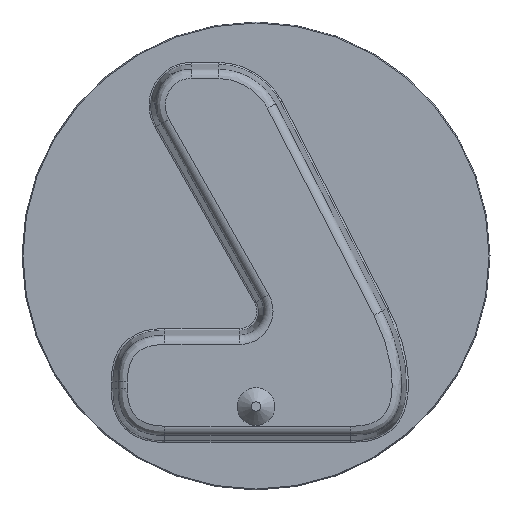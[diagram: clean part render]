
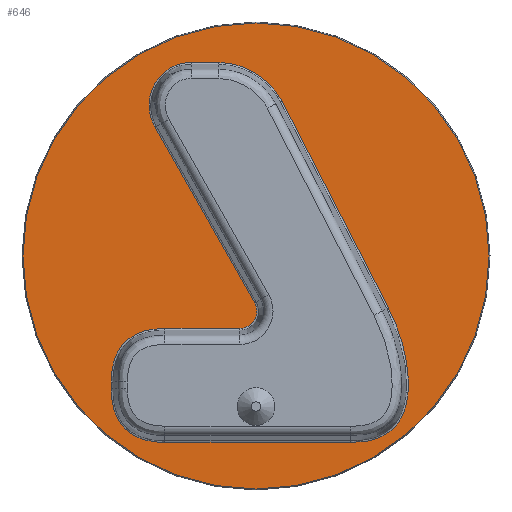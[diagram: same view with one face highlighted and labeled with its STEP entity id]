
A CAD part, top view. The second image highlights one B-rep face of the part: STEP entity #646.
In plain terms, the highlighted planar face has unit normal (0, 0, 1).
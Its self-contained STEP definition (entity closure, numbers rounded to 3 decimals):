
#16=FACE_BOUND('',#146,.T.);
#26=PLANE('',#719);
#45=B_SPLINE_CURVE_WITH_KNOTS('',3,(#1450,#1451,#1452,#1453,#1454,#1455,
#1456),.UNSPECIFIED.,.F.,.F.,(4,1,1,1,4),(-0.919,-0.656,
-0.394,-0.262,0.),.UNSPECIFIED.);
#47=B_SPLINE_CURVE_WITH_KNOTS('',3,(#1508,#1509,#1510,#1511,#1512,#1513,
#1514),.UNSPECIFIED.,.F.,.F.,(4,1,1,1,4),(-0.919,-0.656,
-0.394,-0.262,0.),.UNSPECIFIED.);
#48=B_SPLINE_CURVE_WITH_KNOTS('',3,(#1569,#1570,#1571,#1572,#1573,#1574,
#1575,#1576),.UNSPECIFIED.,.F.,.F.,(4,1,1,1,1,4),(-0.957,-0.82,
-0.547,-0.273,-0.137,0.),
 .UNSPECIFIED.);
#49=B_SPLINE_CURVE_WITH_KNOTS('',3,(#1604,#1605,#1606,#1607),
 .UNSPECIFIED.,.F.,.F.,(4,4),(-0.82,0.),.UNSPECIFIED.);
#51=B_SPLINE_CURVE_WITH_KNOTS('',3,(#1671,#1672,#1673,#1674,#1675,#1676,
#1677,#1678,#1679,#1680),.UNSPECIFIED.,.F.,.F.,(4,1,1,1,1,1,1,4),(-1.845,
-1.582,-1.318,-1.186,-1.054,
-0.791,-0.527,0.),
 .UNSPECIFIED.);
#101=FACE_OUTER_BOUND('',#145,.T.);
#145=EDGE_LOOP('',(#556));
#146=EDGE_LOOP('',(#557,#558,#559,#560,#561,#562,#563,#564,#565,#566,#567,
#568));
#178=LINE('',#1469,#217);
#180=LINE('',#1518,#219);
#181=LINE('',#1526,#220);
#182=LINE('',#1580,#221);
#183=LINE('',#1616,#222);
#185=LINE('',#1692,#224);
#217=VECTOR('',#820,10.);
#219=VECTOR('',#828,10.);
#220=VECTOR('',#839,10.);
#221=VECTOR('',#846,10.);
#222=VECTOR('',#853,10.);
#224=VECTOR('',#859,10.);
#256=CIRCLE('',#707,1.832);
#263=CIRCLE('',#720,24.75);
#301=VERTEX_POINT('',#1447);
#302=VERTEX_POINT('',#1449);
#304=VERTEX_POINT('',#1467);
#305=VERTEX_POINT('',#1506);
#306=VERTEX_POINT('',#1516);
#307=VERTEX_POINT('',#1520);
#308=VERTEX_POINT('',#1524);
#309=VERTEX_POINT('',#1567);
#310=VERTEX_POINT('',#1578);
#312=VERTEX_POINT('',#1602);
#314=VERTEX_POINT('',#1614);
#316=VERTEX_POINT('',#1669);
#317=VERTEX_POINT('',#1722);
#373=EDGE_CURVE('',#301,#302,#45,.T.);
#377=EDGE_CURVE('',#304,#301,#178,.T.);
#380=EDGE_CURVE('',#305,#304,#47,.T.);
#382=EDGE_CURVE('',#306,#305,#180,.T.);
#384=EDGE_CURVE('',#307,#306,#256,.T.);
#386=EDGE_CURVE('',#308,#307,#181,.T.);
#388=EDGE_CURVE('',#309,#308,#48,.T.);
#390=EDGE_CURVE('',#310,#309,#182,.T.);
#392=EDGE_CURVE('',#312,#310,#49,.T.);
#395=EDGE_CURVE('',#314,#312,#183,.T.);
#398=EDGE_CURVE('',#316,#314,#51,.T.);
#400=EDGE_CURVE('',#302,#316,#185,.T.);
#404=EDGE_CURVE('',#317,#317,#263,.T.);
#556=ORIENTED_EDGE('',*,*,#404,.F.);
#557=ORIENTED_EDGE('',*,*,#373,.F.);
#558=ORIENTED_EDGE('',*,*,#377,.F.);
#559=ORIENTED_EDGE('',*,*,#380,.F.);
#560=ORIENTED_EDGE('',*,*,#382,.F.);
#561=ORIENTED_EDGE('',*,*,#384,.F.);
#562=ORIENTED_EDGE('',*,*,#386,.F.);
#563=ORIENTED_EDGE('',*,*,#388,.F.);
#564=ORIENTED_EDGE('',*,*,#390,.F.);
#565=ORIENTED_EDGE('',*,*,#392,.F.);
#566=ORIENTED_EDGE('',*,*,#395,.F.);
#567=ORIENTED_EDGE('',*,*,#398,.F.);
#568=ORIENTED_EDGE('',*,*,#400,.F.);
#646=ADVANCED_FACE('',(#101,#16),#26,.T.);
#707=AXIS2_PLACEMENT_3D('',#1522,#833,#834);
#719=AXIS2_PLACEMENT_3D('',#1721,#865,#866);
#720=AXIS2_PLACEMENT_3D('',#1723,#867,#868);
#820=DIRECTION('',(0.,-1.,0.));
#828=DIRECTION('',(-1.,0.,0.));
#833=DIRECTION('center_axis',(0.,0.,-1.));
#834=DIRECTION('ref_axis',(0.864,-0.503,0.));
#839=DIRECTION('',(0.494,-0.87,0.));
#846=DIRECTION('',(-1.,0.,0.));
#853=DIRECTION('',(-0.458,0.889,0.));
#859=DIRECTION('',(1.,0.,0.));
#865=DIRECTION('center_axis',(0.,0.,1.));
#866=DIRECTION('ref_axis',(1.,0.,0.));
#867=DIRECTION('center_axis',(0.,0.,-1.));
#868=DIRECTION('ref_axis',(-1.,0.,0.));
#1447=CARTESIAN_POINT('',(-15.376,-14.102,0.));
#1449=CARTESIAN_POINT('',(-9.683,-19.794,0.));
#1450=CARTESIAN_POINT('Ctrl Pts',(-15.376,-14.102,0.));
#1451=CARTESIAN_POINT('Ctrl Pts',(-15.376,-14.977,0.));
#1452=CARTESIAN_POINT('Ctrl Pts',(-15.174,-16.754,0.));
#1453=CARTESIAN_POINT('Ctrl Pts',(-13.855,-18.611,0.));
#1454=CARTESIAN_POINT('Ctrl Pts',(-11.881,-19.628,0.));
#1455=CARTESIAN_POINT('Ctrl Pts',(-10.558,-19.794,0.));
#1456=CARTESIAN_POINT('Ctrl Pts',(-9.683,-19.794,0.));
#1467=CARTESIAN_POINT('',(-15.376,-13.383,0.));
#1469=CARTESIAN_POINT('',(-15.376,-6.692,0.));
#1506=CARTESIAN_POINT('',(-9.683,-7.691,0.));
#1508=CARTESIAN_POINT('Ctrl Pts',(-9.683,-7.691,0.));
#1509=CARTESIAN_POINT('Ctrl Pts',(-10.558,-7.691,0.));
#1510=CARTESIAN_POINT('Ctrl Pts',(-12.335,-7.893,0.));
#1511=CARTESIAN_POINT('Ctrl Pts',(-14.192,-9.212,0.));
#1512=CARTESIAN_POINT('Ctrl Pts',(-15.209,-11.185,0.));
#1513=CARTESIAN_POINT('Ctrl Pts',(-15.376,-12.508,0.));
#1514=CARTESIAN_POINT('Ctrl Pts',(-15.376,-13.383,0.));
#1516=CARTESIAN_POINT('',(-1.737,-7.691,0.));
#1518=CARTESIAN_POINT('',(-0.869,-7.691,0.));
#1520=CARTESIAN_POINT('',(-0.144,-4.954,0.));
#1522=CARTESIAN_POINT('Origin',(-1.737,-5.859,0.));
#1524=CARTESIAN_POINT('',(-10.713,13.661,0.));
#1526=CARTESIAN_POINT('',(-6.474,6.196,0.));
#1567=CARTESIAN_POINT('',(-6.865,20.541,0.));
#1569=CARTESIAN_POINT('Ctrl Pts',(-6.865,20.541,0.));
#1570=CARTESIAN_POINT('Ctrl Pts',(-7.321,20.541,0.));
#1571=CARTESIAN_POINT('Ctrl Pts',(-8.71,20.389,0.));
#1572=CARTESIAN_POINT('Ctrl Pts',(-10.624,18.968,0.));
#1573=CARTESIAN_POINT('Ctrl Pts',(-11.453,16.743,0.));
#1574=CARTESIAN_POINT('Ctrl Pts',(-11.299,14.906,0.));
#1575=CARTESIAN_POINT('Ctrl Pts',(-10.938,14.057,0.));
#1576=CARTESIAN_POINT('Ctrl Pts',(-10.713,13.661,0.));
#1578=CARTESIAN_POINT('',(-3.937,20.541,0.));
#1580=CARTESIAN_POINT('',(-1.968,20.541,0.));
#1602=CARTESIAN_POINT('',(2.732,16.472,0.));
#1604=CARTESIAN_POINT('Ctrl Pts',(2.732,16.472,0.));
#1605=CARTESIAN_POINT('Ctrl Pts',(1.48,18.903,0.));
#1606=CARTESIAN_POINT('Ctrl Pts',(-1.203,20.541,0.));
#1607=CARTESIAN_POINT('Ctrl Pts',(-3.937,20.541,0.));
#1614=CARTESIAN_POINT('',(14.058,-5.517,0.));
#1616=CARTESIAN_POINT('',(11.461,-0.475,0.));
#1669=CARTESIAN_POINT('',(10.041,-19.794,0.));
#1671=CARTESIAN_POINT('Ctrl Pts',(10.041,-19.794,0.));
#1672=CARTESIAN_POINT('Ctrl Pts',(10.92,-19.794,0.));
#1673=CARTESIAN_POINT('Ctrl Pts',(12.695,-19.64,0.));
#1674=CARTESIAN_POINT('Ctrl Pts',(14.658,-18.484,0.));
#1675=CARTESIAN_POINT('Ctrl Pts',(15.595,-16.964,0.));
#1676=CARTESIAN_POINT('Ctrl Pts',(16.134,-15.284,0.));
#1677=CARTESIAN_POINT('Ctrl Pts',(16.252,-13.07,0.));
#1678=CARTESIAN_POINT('Ctrl Pts',(15.771,-9.579,0.));
#1679=CARTESIAN_POINT('Ctrl Pts',(14.862,-7.079,0.));
#1680=CARTESIAN_POINT('Ctrl Pts',(14.058,-5.517,0.));
#1692=CARTESIAN_POINT('',(-4.842,-19.794,0.));
#1721=CARTESIAN_POINT('Origin',(0.,0.,0.));
#1722=CARTESIAN_POINT('',(24.75,0.,0.));
#1723=CARTESIAN_POINT('Origin',(0.,0.,0.));
